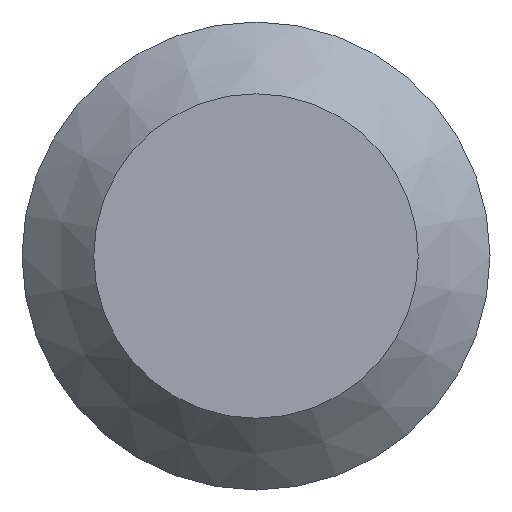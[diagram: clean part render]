
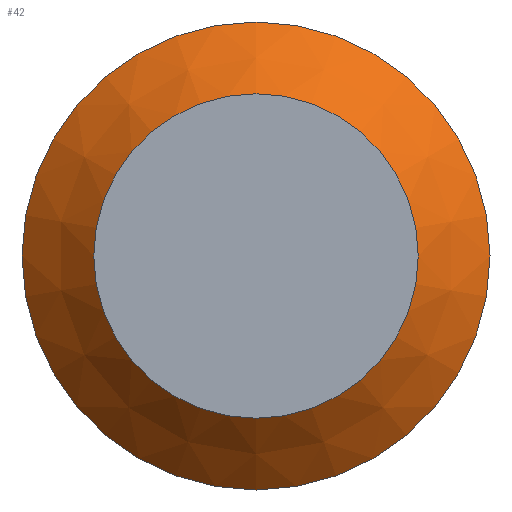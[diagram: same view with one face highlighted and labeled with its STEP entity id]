
A CAD part, left-side view. The second image highlights one B-rep face of the part: STEP entity #42.
In plain terms, the highlighted conical face has half-angle 45 degrees and reference radius 10.4 mm.
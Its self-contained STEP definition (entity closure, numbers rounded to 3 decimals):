
#42 = ADVANCED_FACE( '', ( #87, #88 ), #89, .T. );
#87 = FACE_OUTER_BOUND( '', #132, .T. );
#88 = FACE_BOUND( '', #133, .T. );
#89 = CONICAL_SURFACE( '', #134, 10.4, 0.785 );
#132 = EDGE_LOOP( '', ( #179 ) );
#133 = EDGE_LOOP( '', ( #180 ) );
#134 = AXIS2_PLACEMENT_3D( '', #181, #182, #183 );
#179 = ORIENTED_EDGE( '', *, *, #223, .F. );
#180 = ORIENTED_EDGE( '', *, *, #224, .T. );
#181 = CARTESIAN_POINT( '', ( 0., 0., 0. ) );
#182 = DIRECTION( '', ( 1., 0., 0. ) );
#183 = DIRECTION( '', ( 0., 0., -1. ) );
#223 = EDGE_CURVE( '', #248, #248, #249, .T. );
#224 = EDGE_CURVE( '', #250, #250, #251, .T. );
#248 = VERTEX_POINT( '', #276 );
#249 = CIRCLE( '', #277, 15. );
#250 = VERTEX_POINT( '', #278 );
#251 = CIRCLE( '', #279, 10.4 );
#276 = CARTESIAN_POINT( '', ( 4.6, 0., -15. ) );
#277 = AXIS2_PLACEMENT_3D( '', #305, #306, #307 );
#278 = CARTESIAN_POINT( '', ( 0., 0., -10.4 ) );
#279 = AXIS2_PLACEMENT_3D( '', #308, #309, #310 );
#305 = CARTESIAN_POINT( '', ( 4.6, 0., 0. ) );
#306 = DIRECTION( '', ( 1., 0., 0. ) );
#307 = DIRECTION( '', ( 0., 0., -1. ) );
#308 = CARTESIAN_POINT( '', ( 0., 0., 0. ) );
#309 = DIRECTION( '', ( 1., 0., 0. ) );
#310 = DIRECTION( '', ( 0., 0., -1. ) );
